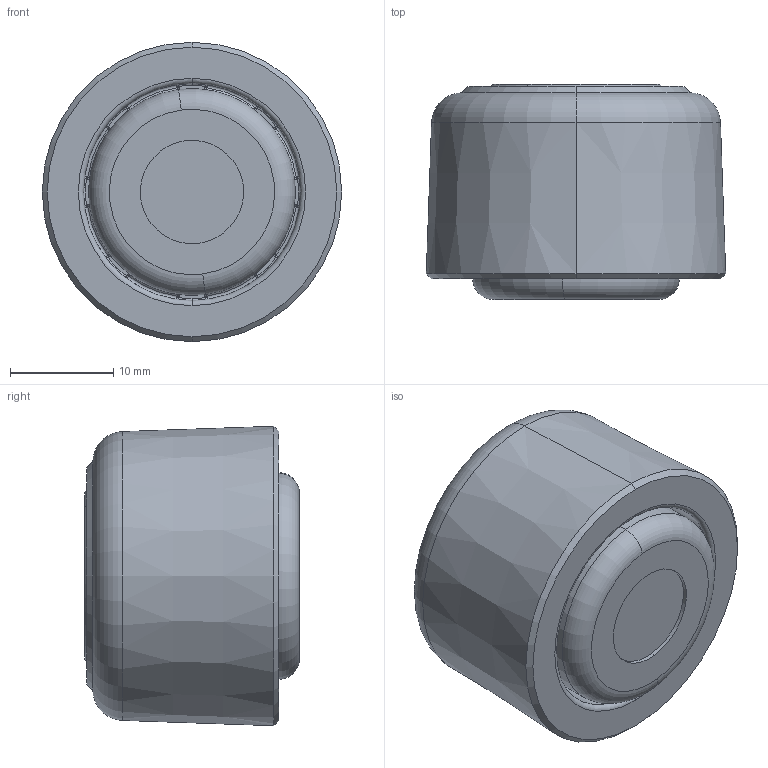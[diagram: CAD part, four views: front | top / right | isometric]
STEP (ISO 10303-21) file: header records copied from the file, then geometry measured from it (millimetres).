
FILE_DESCRIPTION((''),'2;1');
FILE_NAME('12151_PODSTAVEK_30_NOGE','2022-09-19T08:18:19',('PredragRovcanin'),('Audax d.o.o.'),'CREO PARAMETRIC BY PTC INC, 2020281','CREO PARAMETRIC BY PTC INC, 2020281','');
FILE_SCHEMA(('AP242_MANAGED_MODEL_BASED_3D_ENGINEERING_MIM_LF { 1 0 10303 442 1 1 4 }'));
Length unit declared in the file: millimetre
Products named in the file (1): 12151_PODSTAVEK_30_NOGE
Bounding box: 28.97 x 20.8 x 28.97 mm (x, y, z)
Volume: 9502.1 mm3; surface area: 5700.7 mm2
Topology: 1 solids, 2 shells, 189 faces, 481 edges, 270 vertices
Faces by surface type: plane 49, cylinder 46, torus 38, cone 22, sphere 18, bspline 16
Entity records: 8539 total; most frequent: CARTESIAN_POINT 2268, DIRECTION 985, ORIENTED_EDGE 928, PRESENTATION_STYLE_ASSIGNMENT 467, STYLED_ITEM 467, CURVE_STYLE 466, EDGE_CURVE 464, AXIS2_PLACEMENT_3D 430
